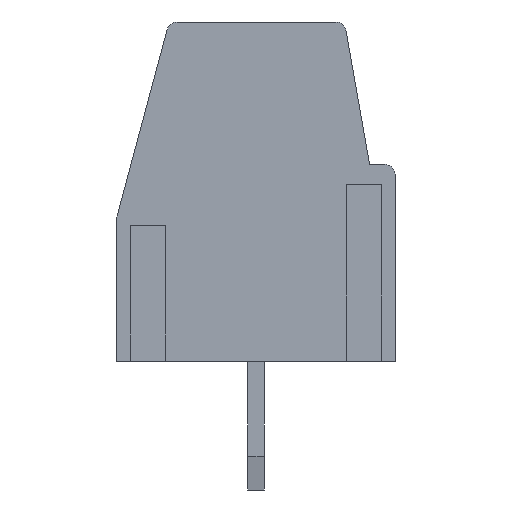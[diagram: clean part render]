
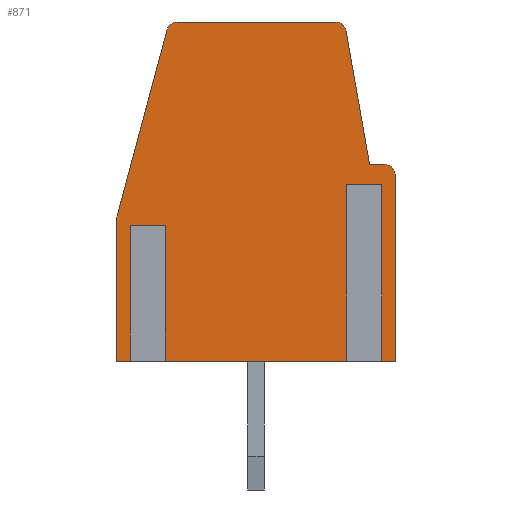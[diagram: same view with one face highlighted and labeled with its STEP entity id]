
A CAD part, left-side view. The second image highlights one B-rep face of the part: STEP entity #871.
In plain terms, the highlighted planar face has unit normal (-1, 0, 0).
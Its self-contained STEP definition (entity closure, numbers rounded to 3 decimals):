
#725 = EDGE_CURVE('',#726,#728,#730,.T.);
#726 = VERTEX_POINT('',#727);
#727 = CARTESIAN_POINT('',(-15.239,2.336,10.014));
#728 = VERTEX_POINT('',#729);
#729 = CARTESIAN_POINT('',(-15.239,-2.351,10.014));
#730 = LINE('',#731,#732);
#731 = CARTESIAN_POINT('',(-15.239,-4.093,10.014));
#732 = VECTOR('',#733,1.);
#733 = DIRECTION('',(0.,-1.,0.));
#871 = ADVANCED_FACE('',(#872),#1012,.F.);
#872 = FACE_BOUND('',#873,.T.);
#873 = EDGE_LOOP('',(#874,#884,#892,#900,#908,#916,#925,#933,#941,#948,
    #949,#958,#966,#974,#982,#990,#998,#1006));
#874 = ORIENTED_EDGE('',*,*,#875,.F.);
#875 = EDGE_CURVE('',#876,#878,#880,.T.);
#876 = VERTEX_POINT('',#877);
#877 = CARTESIAN_POINT('',(-15.239,-2.881,5.214));
#878 = VERTEX_POINT('',#879);
#879 = CARTESIAN_POINT('',(-15.239,-2.881,0.014));
#880 = LINE('',#881,#882);
#881 = CARTESIAN_POINT('',(-15.239,-2.881,5.814));
#882 = VECTOR('',#883,1.);
#883 = DIRECTION('',(0.,0.,-1.));
#884 = ORIENTED_EDGE('',*,*,#885,.F.);
#885 = EDGE_CURVE('',#886,#876,#888,.T.);
#886 = VERTEX_POINT('',#887);
#887 = CARTESIAN_POINT('',(-15.239,-3.481,5.214));
#888 = LINE('',#889,#890);
#889 = CARTESIAN_POINT('',(-15.239,-4.093,5.214));
#890 = VECTOR('',#891,1.);
#891 = DIRECTION('',(0.,1.,0.));
#892 = ORIENTED_EDGE('',*,*,#893,.F.);
#893 = EDGE_CURVE('',#894,#886,#896,.T.);
#894 = VERTEX_POINT('',#895);
#895 = CARTESIAN_POINT('',(-15.239,-3.481,0.014));
#896 = LINE('',#897,#898);
#897 = CARTESIAN_POINT('',(-15.239,-3.481,5.814));
#898 = VECTOR('',#899,1.);
#899 = DIRECTION('',(0.,0.,1.));
#900 = ORIENTED_EDGE('',*,*,#901,.F.);
#901 = EDGE_CURVE('',#902,#894,#904,.T.);
#902 = VERTEX_POINT('',#903);
#903 = CARTESIAN_POINT('',(-15.239,-4.093,0.014));
#904 = LINE('',#905,#906);
#905 = CARTESIAN_POINT('',(-15.239,-4.093,0.014));
#906 = VECTOR('',#907,1.);
#907 = DIRECTION('',(0.,1.,0.));
#908 = ORIENTED_EDGE('',*,*,#909,.F.);
#909 = EDGE_CURVE('',#910,#902,#912,.T.);
#910 = VERTEX_POINT('',#911);
#911 = CARTESIAN_POINT('',(-15.239,-4.093,5.514));
#912 = LINE('',#913,#914);
#913 = CARTESIAN_POINT('',(-15.239,-4.093,5.814));
#914 = VECTOR('',#915,1.);
#915 = DIRECTION('',(0.,0.,-1.));
#916 = ORIENTED_EDGE('',*,*,#917,.F.);
#917 = EDGE_CURVE('',#918,#910,#920,.T.);
#918 = VERTEX_POINT('',#919);
#919 = CARTESIAN_POINT('',(-15.239,-3.793,5.814));
#920 = CIRCLE('',#921,0.3);
#921 = AXIS2_PLACEMENT_3D('',#922,#923,#924);
#922 = CARTESIAN_POINT('',(-15.239,-3.793,5.514));
#923 = DIRECTION('',(1.,0.,0.));
#924 = DIRECTION('',(0.,1.,0.));
#925 = ORIENTED_EDGE('',*,*,#926,.F.);
#926 = EDGE_CURVE('',#927,#918,#929,.T.);
#927 = VERTEX_POINT('',#928);
#928 = CARTESIAN_POINT('',(-15.239,-3.343,5.814));
#929 = LINE('',#930,#931);
#930 = CARTESIAN_POINT('',(-15.239,-3.343,5.814));
#931 = VECTOR('',#932,1.);
#932 = DIRECTION('',(0.,-1.,0.));
#933 = ORIENTED_EDGE('',*,*,#934,.F.);
#934 = EDGE_CURVE('',#935,#927,#937,.T.);
#935 = VERTEX_POINT('',#936);
#936 = CARTESIAN_POINT('',(-15.239,-2.646,9.766));
#937 = LINE('',#938,#939);
#938 = CARTESIAN_POINT('',(-15.239,-2.646,9.766));
#939 = VECTOR('',#940,1.);
#940 = DIRECTION('',(0.,-0.174,-0.985));
#941 = ORIENTED_EDGE('',*,*,#942,.F.);
#942 = EDGE_CURVE('',#728,#935,#943,.T.);
#943 = CIRCLE('',#944,0.3);
#944 = AXIS2_PLACEMENT_3D('',#945,#946,#947);
#945 = CARTESIAN_POINT('',(-15.239,-2.351,9.714));
#946 = DIRECTION('',(1.,0.,0.));
#947 = DIRECTION('',(0.,1.,0.));
#948 = ORIENTED_EDGE('',*,*,#725,.F.);
#949 = ORIENTED_EDGE('',*,*,#950,.F.);
#950 = EDGE_CURVE('',#951,#726,#953,.T.);
#951 = VERTEX_POINT('',#952);
#952 = CARTESIAN_POINT('',(-15.239,2.626,9.792));
#953 = CIRCLE('',#954,0.3);
#954 = AXIS2_PLACEMENT_3D('',#955,#956,#957);
#955 = CARTESIAN_POINT('',(-15.239,2.336,9.714));
#956 = DIRECTION('',(1.,0.,0.));
#957 = DIRECTION('',(0.,1.,0.));
#958 = ORIENTED_EDGE('',*,*,#959,.F.);
#959 = EDGE_CURVE('',#960,#951,#962,.T.);
#960 = VERTEX_POINT('',#961);
#961 = CARTESIAN_POINT('',(-15.239,4.107,4.264));
#962 = LINE('',#963,#964);
#963 = CARTESIAN_POINT('',(-15.239,4.107,4.264));
#964 = VECTOR('',#965,1.);
#965 = DIRECTION('',(0.,-0.259,0.966));
#966 = ORIENTED_EDGE('',*,*,#967,.F.);
#967 = EDGE_CURVE('',#968,#960,#970,.T.);
#968 = VERTEX_POINT('',#969);
#969 = CARTESIAN_POINT('',(-15.239,4.107,0.014));
#970 = LINE('',#971,#972);
#971 = CARTESIAN_POINT('',(-15.239,4.107,0.014));
#972 = VECTOR('',#973,1.);
#973 = DIRECTION('',(0.,0.,1.));
#974 = ORIENTED_EDGE('',*,*,#975,.F.);
#975 = EDGE_CURVE('',#976,#968,#978,.T.);
#976 = VERTEX_POINT('',#977);
#977 = CARTESIAN_POINT('',(-15.239,3.494,0.014));
#978 = LINE('',#979,#980);
#979 = CARTESIAN_POINT('',(-15.239,-4.093,0.014));
#980 = VECTOR('',#981,1.);
#981 = DIRECTION('',(0.,1.,0.));
#982 = ORIENTED_EDGE('',*,*,#983,.F.);
#983 = EDGE_CURVE('',#984,#976,#986,.T.);
#984 = VERTEX_POINT('',#985);
#985 = CARTESIAN_POINT('',(-15.239,3.494,4.014));
#986 = LINE('',#987,#988);
#987 = CARTESIAN_POINT('',(-15.239,3.494,5.814));
#988 = VECTOR('',#989,1.);
#989 = DIRECTION('',(0.,0.,-1.));
#990 = ORIENTED_EDGE('',*,*,#991,.F.);
#991 = EDGE_CURVE('',#992,#984,#994,.T.);
#992 = VERTEX_POINT('',#993);
#993 = CARTESIAN_POINT('',(-15.239,2.894,4.014));
#994 = LINE('',#995,#996);
#995 = CARTESIAN_POINT('',(-15.239,-4.093,4.014));
#996 = VECTOR('',#997,1.);
#997 = DIRECTION('',(0.,1.,0.));
#998 = ORIENTED_EDGE('',*,*,#999,.F.);
#999 = EDGE_CURVE('',#1000,#992,#1002,.T.);
#1000 = VERTEX_POINT('',#1001);
#1001 = CARTESIAN_POINT('',(-15.239,2.894,0.014));
#1002 = LINE('',#1003,#1004);
#1003 = CARTESIAN_POINT('',(-15.239,2.894,5.814));
#1004 = VECTOR('',#1005,1.);
#1005 = DIRECTION('',(0.,0.,1.));
#1006 = ORIENTED_EDGE('',*,*,#1007,.F.);
#1007 = EDGE_CURVE('',#878,#1000,#1008,.T.);
#1008 = LINE('',#1009,#1010);
#1009 = CARTESIAN_POINT('',(-15.239,-4.093,0.014));
#1010 = VECTOR('',#1011,1.);
#1011 = DIRECTION('',(0.,1.,0.));
#1012 = PLANE('',#1013);
#1013 = AXIS2_PLACEMENT_3D('',#1014,#1015,#1016);
#1014 = CARTESIAN_POINT('',(-15.239,-4.093,5.814));
#1015 = DIRECTION('',(1.,0.,0.));
#1016 = DIRECTION('',(0.,1.,0.));
